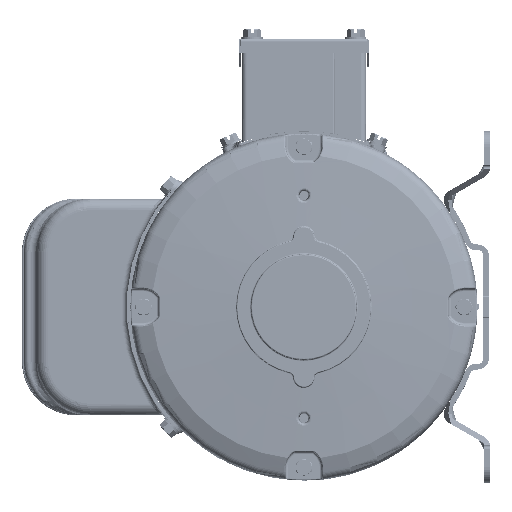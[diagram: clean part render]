
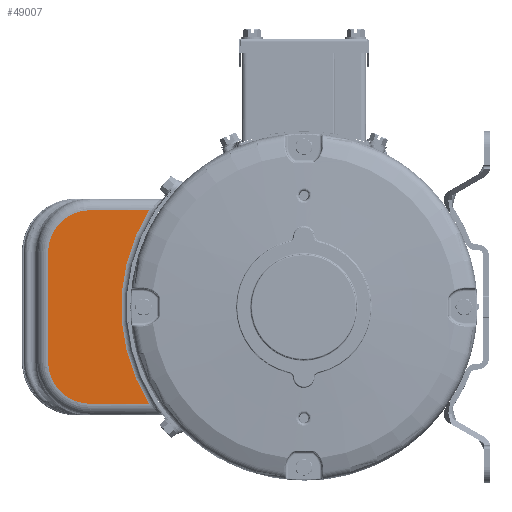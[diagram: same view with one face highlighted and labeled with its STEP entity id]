
A CAD part, left-side view. The second image highlights one B-rep face of the part: STEP entity #49007.
In plain terms, the highlighted planar face has unit normal (-1, 0, 0).
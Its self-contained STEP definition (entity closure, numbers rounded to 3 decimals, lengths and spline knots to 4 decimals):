
#4187 = FACE_OUTER_BOUND ( 'NONE', #107152, .T. ) ;
#7075 = VECTOR ( 'NONE', #16564, 39.3701 ) ;
#10873 = VERTEX_POINT ( 'NONE', #116187 ) ;
#16564 = DIRECTION ( 'NONE',  ( 0., 0., -1. ) ) ;
#17475 = CARTESIAN_POINT ( 'NONE',  ( 0.7679, 3.7408, -2.34 ) ) ;
#22085 = CIRCLE ( 'NONE', #141847, 4.406 ) ;
#24936 = DIRECTION ( 'NONE',  ( -1., 0., 0. ) ) ;
#27989 = EDGE_CURVE ( 'NONE', #157755, #174486, #22085, .T. ) ;
#29809 = CIRCLE ( 'NONE', #46562, 1.02 ) ;
#37648 = DIRECTION ( 'NONE',  ( 1., 0., 0. ) ) ;
#43364 = ORIENTED_EDGE ( 'NONE', *, *, #161347, .T. ) ;
#44467 = CARTESIAN_POINT ( 'NONE',  ( 0.7679, 5.1625, 2.34 ) ) ;
#45963 = ORIENTED_EDGE ( 'NONE', *, *, #27989, .T. ) ;
#46562 = AXIS2_PLACEMENT_3D ( 'NONE', #99098, #181119, #151293 ) ;
#47282 = EDGE_CURVE ( 'NONE', #123627, #10873, #178327, .T. ) ;
#49007 = ADVANCED_FACE ( 'NONE', ( #4187 ), #154512, .T. ) ;
#55952 = DIRECTION ( 'NONE',  ( -1., 0., 0. ) ) ;
#57536 = CARTESIAN_POINT ( 'NONE',  ( 0.7679, 5.1625, -1.32 ) ) ;
#68082 = ORIENTED_EDGE ( 'NONE', *, *, #177517, .T. ) ;
#69121 = ORIENTED_EDGE ( 'NONE', *, *, #213159, .T. ) ;
#87056 = VERTEX_POINT ( 'NONE', #176197 ) ;
#93176 = VERTEX_POINT ( 'NONE', #128782 ) ;
#99098 = CARTESIAN_POINT ( 'NONE',  ( 0.7679, 5.1625, 1.32 ) ) ;
#99198 = DIRECTION ( 'NONE',  ( 0., -1., 0. ) ) ;
#107152 = EDGE_LOOP ( 'NONE', ( #68082, #45963, #107995, #43364, #120583, #69121 ) ) ;
#107557 = LINE ( 'NONE', #129688, #213855 ) ;
#107995 = ORIENTED_EDGE ( 'NONE', *, *, #200602, .T. ) ;
#112542 = CARTESIAN_POINT ( 'NONE',  ( 0.7679, 6.1825, 1.32 ) ) ;
#116187 = CARTESIAN_POINT ( 'NONE',  ( 0.7679, 6.1825, -1.32 ) ) ;
#120463 = CARTESIAN_POINT ( 'NONE',  ( 0.7679, 0.0075, 0. ) ) ;
#120583 = ORIENTED_EDGE ( 'NONE', *, *, #47282, .T. ) ;
#122178 = LINE ( 'NONE', #44467, #132561 ) ;
#123627 = VERTEX_POINT ( 'NONE', #112542 ) ;
#128782 = CARTESIAN_POINT ( 'NONE',  ( 0.7679, 5.1625, -2.34 ) ) ;
#129688 = CARTESIAN_POINT ( 'NONE',  ( 0.7679, 3.357, -2.34 ) ) ;
#132561 = VECTOR ( 'NONE', #208235, 39.3701 ) ;
#134166 = CARTESIAN_POINT ( 'NONE',  ( 0.7679, 3.7408, 2.34 ) ) ;
#139353 = AXIS2_PLACEMENT_3D ( 'NONE', #57536, #24936, #191565 ) ;
#141714 = AXIS2_PLACEMENT_3D ( 'NONE', #120463, #55952, #169779 ) ;
#141847 = AXIS2_PLACEMENT_3D ( 'NONE', #205005, #37648, #186933 ) ;
#151293 = DIRECTION ( 'NONE',  ( 0., 0., 1. ) ) ;
#154512 = PLANE ( 'NONE',  #141714 ) ;
#157755 = VERTEX_POINT ( 'NONE', #17475 ) ;
#161347 = EDGE_CURVE ( 'NONE', #87056, #123627, #29809, .T. ) ;
#169779 = DIRECTION ( 'NONE',  ( 0., 0., 1. ) ) ;
#174486 = VERTEX_POINT ( 'NONE', #134166 ) ;
#176197 = CARTESIAN_POINT ( 'NONE',  ( 0.7679, 5.1625, 2.34 ) ) ;
#177517 = EDGE_CURVE ( 'NONE', #93176, #157755, #107557, .T. ) ;
#178327 = LINE ( 'NONE', #213680, #7075 ) ;
#181119 = DIRECTION ( 'NONE',  ( -1., 0., 0. ) ) ;
#186933 = DIRECTION ( 'NONE',  ( 0., 0., 1. ) ) ;
#191565 = DIRECTION ( 'NONE',  ( 0., 0., 1. ) ) ;
#200602 = EDGE_CURVE ( 'NONE', #174486, #87056, #122178, .T. ) ;
#202581 = CIRCLE ( 'NONE', #139353, 1.02 ) ;
#205005 = CARTESIAN_POINT ( 'NONE',  ( 0.7679, 0.0075, 0. ) ) ;
#208235 = DIRECTION ( 'NONE',  ( 0., 1., 0. ) ) ;
#213159 = EDGE_CURVE ( 'NONE', #10873, #93176, #202581, .T. ) ;
#213680 = CARTESIAN_POINT ( 'NONE',  ( 0.7679, 6.1825, -1.32 ) ) ;
#213855 = VECTOR ( 'NONE', #99198, 39.3701 ) ;
